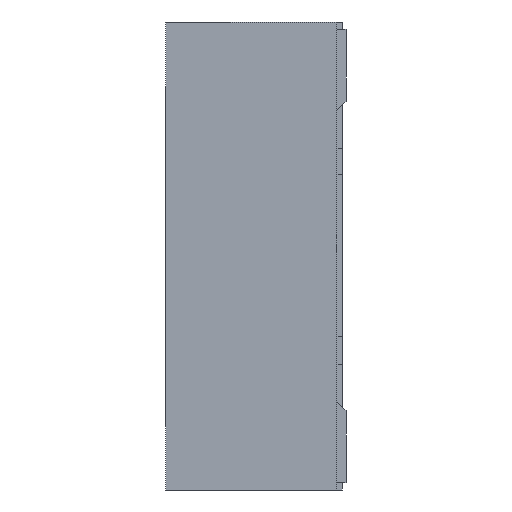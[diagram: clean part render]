
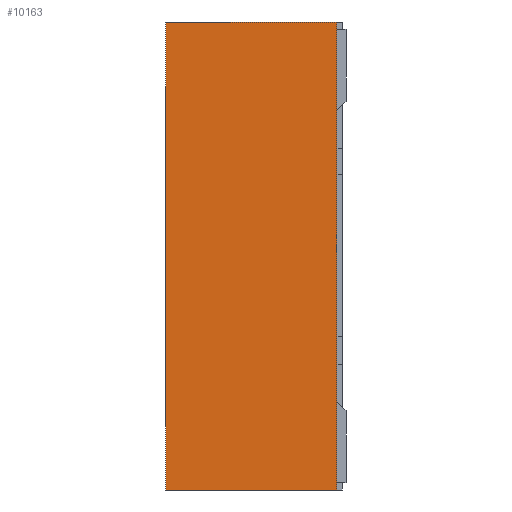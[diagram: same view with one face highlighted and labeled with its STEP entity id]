
A CAD part, left-side view. The second image highlights one B-rep face of the part: STEP entity #10163.
In plain terms, the highlighted planar face has unit normal (-1, 0, 0).
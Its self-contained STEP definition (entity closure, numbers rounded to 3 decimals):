
#37=DIRECTION('',(0.,-1.,0.));
#38=VECTOR('',#37,0.95);
#39=CARTESIAN_POINT('',(-2.35,0.49,-1.3));
#40=LINE('',#39,#38);
#577=DIRECTION('',(0.,-1.,0.));
#578=VECTOR('',#577,0.95);
#579=CARTESIAN_POINT('',(-2.35,0.49,1.3));
#580=LINE('',#579,#578);
#2949=DIRECTION('',(0.,0.,1.));
#2950=VECTOR('',#2949,2.6);
#2951=CARTESIAN_POINT('',(-2.35,-0.46,-1.3));
#2952=LINE('',#2951,#2950);
#2953=DIRECTION('',(0.,0.,1.));
#2954=VECTOR('',#2953,2.6);
#2955=CARTESIAN_POINT('',(-2.35,0.49,-1.3));
#2956=LINE('',#2955,#2954);
#5125=CARTESIAN_POINT('',(-2.35,0.49,-1.3));
#5126=CARTESIAN_POINT('',(-2.35,0.49,1.3));
#5127=VERTEX_POINT('',#5125);
#5128=VERTEX_POINT('',#5126);
#5623=CARTESIAN_POINT('',(-2.35,-0.46,-1.3));
#5624=CARTESIAN_POINT('',(-2.35,-0.46,1.3));
#5625=VERTEX_POINT('',#5623);
#5626=VERTEX_POINT('',#5624);
#10152=CARTESIAN_POINT('',(-2.35,0.49,-1.3));
#10153=DIRECTION('',(-1.,0.,0.));
#10154=DIRECTION('',(0.,-1.,0.));
#10155=AXIS2_PLACEMENT_3D('',#10152,#10153,#10154);
#10156=PLANE('',#10155);
#10157=ORIENTED_EDGE('',*,*,#7129,.F.);
#10158=ORIENTED_EDGE('',*,*,#6752,.F.);
#10159=ORIENTED_EDGE('',*,*,#9053,.T.);
#10160=ORIENTED_EDGE('',*,*,#7209,.T.);
#10161=EDGE_LOOP('',(#10157,#10158,#10159,#10160));
#10162=FACE_OUTER_BOUND('',#10161,.F.);
#10163=ADVANCED_FACE('',(#10162),#10156,.T.);
#6752=EDGE_CURVE('',#5127,#5625,#40,.T.);
#7129=EDGE_CURVE('',#5625,#5626,#2952,.T.);
#7209=EDGE_CURVE('',#5128,#5626,#580,.T.);
#9053=EDGE_CURVE('',#5127,#5128,#2956,.T.);
